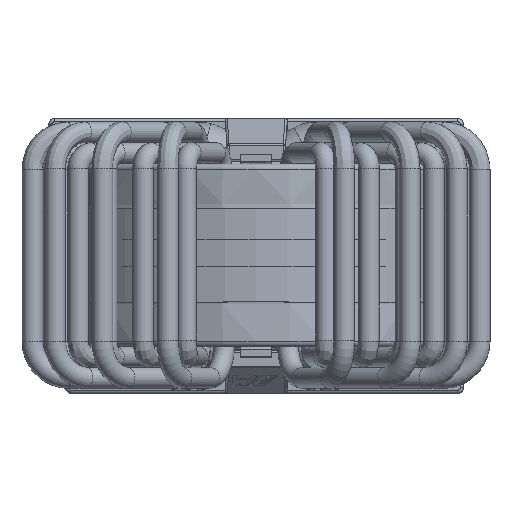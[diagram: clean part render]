
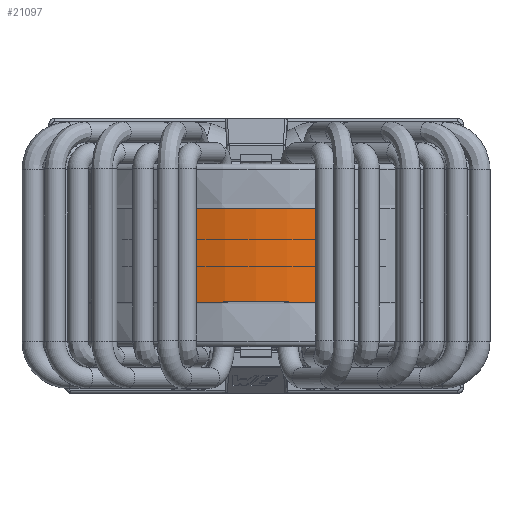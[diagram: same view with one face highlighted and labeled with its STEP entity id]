
A CAD part, top view. The second image highlights one B-rep face of the part: STEP entity #21097.
In plain terms, the highlighted cylindrical face has radius 18.85 mm (diameter 37.7 mm), a partial arc.
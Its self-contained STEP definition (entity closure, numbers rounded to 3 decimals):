
#1356=CIRCLE('',#22371,18.85);
#1358=CIRCLE('',#22374,18.85);
#2308=ORIENTED_EDGE('',*,*,#6968,.F.);
#2309=ORIENTED_EDGE('',*,*,#6975,.F.);
#2310=ORIENTED_EDGE('',*,*,#6970,.F.);
#2311=ORIENTED_EDGE('',*,*,#6977,.T.);
#6968=EDGE_CURVE('',#9323,#9324,#10963,.T.);
#6970=EDGE_CURVE('',#9325,#9326,#10964,.F.);
#6975=EDGE_CURVE('',#9326,#9323,#1356,.T.);
#6977=EDGE_CURVE('',#9325,#9324,#1358,.T.);
#9323=VERTEX_POINT('',#29260);
#9324=VERTEX_POINT('',#29262);
#9325=VERTEX_POINT('',#29266);
#9326=VERTEX_POINT('',#29267);
#10963=LINE('',#29261,#12275);
#10964=LINE('',#29265,#12276);
#12275=VECTOR('',#24355,1000.);
#12276=VECTOR('',#24360,1000.);
#13608=EDGE_LOOP('',(#2308,#2309,#2310,#2311));
#15096=FACE_BOUND('',#13608,.T.);
#16564=CYLINDRICAL_SURFACE('',#22375,18.85);
#21097=ADVANCED_FACE('',(#15096),#16564,.T.);
#22371=AXIS2_PLACEMENT_3D('',#29275,#24370,#24371);
#22374=AXIS2_PLACEMENT_3D('',#29278,#24376,#24377);
#22375=AXIS2_PLACEMENT_3D('',#29279,#24378,#24379);
#24355=DIRECTION('',(0.,-1.,0.));
#24360=DIRECTION('',(0.,-1.,0.));
#24370=DIRECTION('',(0.,1.,0.));
#24371=DIRECTION('',(1.,0.,0.));
#24376=DIRECTION('',(0.,1.,0.));
#24377=DIRECTION('',(1.,0.,0.));
#24378=DIRECTION('',(0.,1.,0.));
#24379=DIRECTION('',(0.,0.,1.));
#29260=CARTESIAN_POINT('',(5.931,4.5,17.893));
#29261=CARTESIAN_POINT('',(5.931,0.04,17.893));
#29262=CARTESIAN_POINT('',(5.931,-4.5,17.893));
#29265=CARTESIAN_POINT('',(-5.975,0.04,17.878));
#29266=CARTESIAN_POINT('',(-5.975,-4.5,17.878));
#29267=CARTESIAN_POINT('',(-5.975,4.5,17.878));
#29275=CARTESIAN_POINT('',(0.,4.5,0.));
#29278=CARTESIAN_POINT('',(0.,-4.5,0.));
#29279=CARTESIAN_POINT('',(0.,-4.5,0.));
